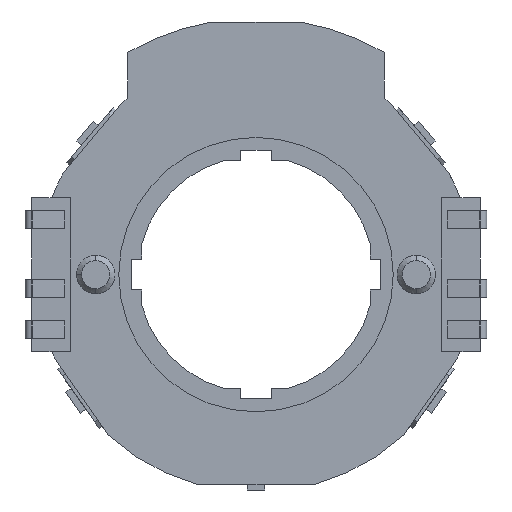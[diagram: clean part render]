
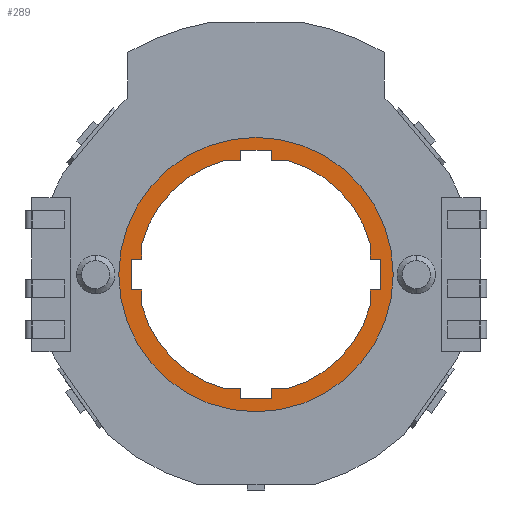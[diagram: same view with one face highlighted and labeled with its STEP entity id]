
A CAD part, front view. The second image highlights one B-rep face of the part: STEP entity #289.
In plain terms, the highlighted planar face has unit normal (0, -1, 0).
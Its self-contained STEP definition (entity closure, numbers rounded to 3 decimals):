
#289=ADVANCED_FACE('',(#763,#764),#765,.T.);
#763=FACE_OUTER_BOUND('',#1271,.T.);
#764=FACE_BOUND('',#1272,.T.);
#765=PLANE('',#1273);
#1271=EDGE_LOOP('',(#3126,#3127));
#1272=EDGE_LOOP('',(#3128,#3129,#3130,#3131,#3132,#3133,#3134,#3135,#3136,#3137,#3138,#3139,#3140,#3141,#3142,#3143,#3144,#3145,#3146,#3147,#3148,#3149,#3150,#3151));
#1273=AXIS2_PLACEMENT_3D('',#3152,#3153,#3154);
#3126=ORIENTED_EDGE('',*,*,#4036,.T.);
#3127=ORIENTED_EDGE('',*,*,#4037,.T.);
#3128=ORIENTED_EDGE('',*,*,#3925,.T.);
#3129=ORIENTED_EDGE('',*,*,#3735,.T.);
#3130=ORIENTED_EDGE('',*,*,#3903,.T.);
#3131=ORIENTED_EDGE('',*,*,#3905,.T.);
#3132=ORIENTED_EDGE('',*,*,#3906,.T.);
#3133=ORIENTED_EDGE('',*,*,#3673,.T.);
#3134=ORIENTED_EDGE('',*,*,#3907,.T.);
#3135=ORIENTED_EDGE('',*,*,#3677,.T.);
#3136=ORIENTED_EDGE('',*,*,#3909,.T.);
#3137=ORIENTED_EDGE('',*,*,#3911,.T.);
#3138=ORIENTED_EDGE('',*,*,#3912,.T.);
#3139=ORIENTED_EDGE('',*,*,#3691,.T.);
#3140=ORIENTED_EDGE('',*,*,#3913,.T.);
#3141=ORIENTED_EDGE('',*,*,#3695,.T.);
#3142=ORIENTED_EDGE('',*,*,#3915,.T.);
#3143=ORIENTED_EDGE('',*,*,#3917,.T.);
#3144=ORIENTED_EDGE('',*,*,#3918,.T.);
#3145=ORIENTED_EDGE('',*,*,#3709,.T.);
#3146=ORIENTED_EDGE('',*,*,#3919,.T.);
#3147=ORIENTED_EDGE('',*,*,#3713,.T.);
#3148=ORIENTED_EDGE('',*,*,#3921,.T.);
#3149=ORIENTED_EDGE('',*,*,#3923,.T.);
#3150=ORIENTED_EDGE('',*,*,#3924,.T.);
#3151=ORIENTED_EDGE('',*,*,#3732,.T.);
#3152=CARTESIAN_POINT('',(-5.414,0.72,5.414));
#3153=DIRECTION('',(0.0,-1.0,0.));
#3154=DIRECTION('',(0.0,0.,-1.0));
#3673=EDGE_CURVE('',#4541,#4539,#4542,.T.);
#3677=EDGE_CURVE('',#4549,#4547,#4550,.T.);
#3691=EDGE_CURVE('',#4573,#4571,#4574,.T.);
#3695=EDGE_CURVE('',#4581,#4579,#4582,.T.);
#3709=EDGE_CURVE('',#4605,#4603,#4606,.T.);
#3713=EDGE_CURVE('',#4613,#4611,#4614,.T.);
#3732=EDGE_CURVE('',#4643,#4641,#4644,.T.);
#3735=EDGE_CURVE('',#4648,#4646,#4649,.T.);
#3903=EDGE_CURVE('',#4646,#4914,#4916,.T.);
#3905=EDGE_CURVE('',#4914,#4917,#4919,.T.);
#3906=EDGE_CURVE('',#4917,#4541,#4920,.T.);
#3907=EDGE_CURVE('',#4539,#4549,#4921,.T.);
#3909=EDGE_CURVE('',#4547,#4922,#4924,.T.);
#3911=EDGE_CURVE('',#4922,#4925,#4927,.T.);
#3912=EDGE_CURVE('',#4925,#4573,#4928,.T.);
#3913=EDGE_CURVE('',#4571,#4581,#4929,.T.);
#3915=EDGE_CURVE('',#4579,#4930,#4932,.T.);
#3917=EDGE_CURVE('',#4930,#4933,#4935,.T.);
#3918=EDGE_CURVE('',#4933,#4605,#4936,.T.);
#3919=EDGE_CURVE('',#4603,#4613,#4937,.T.);
#3921=EDGE_CURVE('',#4611,#4938,#4940,.T.);
#3923=EDGE_CURVE('',#4938,#4941,#4943,.T.);
#3924=EDGE_CURVE('',#4941,#4643,#4944,.T.);
#3925=EDGE_CURVE('',#4641,#4648,#4945,.T.);
#4036=EDGE_CURVE('',#5122,#5123,#5124,.T.);
#4037=EDGE_CURVE('',#5123,#5122,#5125,.T.);
#4539=VERTEX_POINT('',#5846);
#4541=VERTEX_POINT('',#5849);
#4542=LINE('',#5850,#5851);
#4547=VERTEX_POINT('',#5858);
#4549=VERTEX_POINT('',#5861);
#4550=LINE('',#5862,#5863);
#4571=VERTEX_POINT('',#5896);
#4573=VERTEX_POINT('',#5899);
#4574=LINE('',#5900,#5901);
#4579=VERTEX_POINT('',#5908);
#4581=VERTEX_POINT('',#5911);
#4582=LINE('',#5912,#5913);
#4603=VERTEX_POINT('',#5946);
#4605=VERTEX_POINT('',#5949);
#4606=LINE('',#5950,#5951);
#4611=VERTEX_POINT('',#5958);
#4613=VERTEX_POINT('',#5961);
#4614=LINE('',#5962,#5963);
#4641=VERTEX_POINT('',#6003);
#4643=VERTEX_POINT('',#6006);
#4644=LINE('',#6007,#6008);
#4646=VERTEX_POINT('',#6011);
#4648=VERTEX_POINT('',#6014);
#4649=LINE('',#6015,#6016);
#4914=VERTEX_POINT('',#6438);
#4916=LINE('',#6441,#6442);
#4917=VERTEX_POINT('',#6443);
#4919=LINE('',#6446,#6447);
#4920=LINE('',#6448,#6449);
#4921=CIRCLE('',#6450,4.615);
#4922=VERTEX_POINT('',#6451);
#4924=LINE('',#6454,#6455);
#4925=VERTEX_POINT('',#6456);
#4927=LINE('',#6459,#6460);
#4928=LINE('',#6461,#6462);
#4929=CIRCLE('',#6463,4.615);
#4930=VERTEX_POINT('',#6464);
#4932=LINE('',#6467,#6468);
#4933=VERTEX_POINT('',#6469);
#4935=LINE('',#6472,#6473);
#4936=LINE('',#6474,#6475);
#4937=CIRCLE('',#6476,4.615);
#4938=VERTEX_POINT('',#6477);
#4940=LINE('',#6480,#6481);
#4941=VERTEX_POINT('',#6482);
#4943=LINE('',#6485,#6486);
#4944=LINE('',#6487,#6488);
#4945=CIRCLE('',#6489,4.615);
#5122=VERTEX_POINT('',#6756);
#5123=VERTEX_POINT('',#6757);
#5124=CIRCLE('',#6758,5.35);
#5125=CIRCLE('',#6759,5.35);
#5846=CARTESIAN_POINT('',(4.45,0.72,-1.223));
#5849=CARTESIAN_POINT('',(4.45,0.72,-0.6));
#5850=CARTESIAN_POINT('',(4.45,0.72,-0.6));
#5851=VECTOR('',#7277,1000.0);
#5858=CARTESIAN_POINT('',(0.6,0.72,-4.45));
#5861=CARTESIAN_POINT('',(1.223,0.72,-4.45));
#5862=CARTESIAN_POINT('',(1.223,0.72,-4.45));
#5863=VECTOR('',#7281,1000.0);
#5896=CARTESIAN_POINT('',(-1.223,0.72,-4.45));
#5899=CARTESIAN_POINT('',(-0.6,0.72,-4.45));
#5900=CARTESIAN_POINT('',(-0.6,0.72,-4.45));
#5901=VECTOR('',#7295,1000.0);
#5908=CARTESIAN_POINT('',(-4.45,0.72,-0.6));
#5911=CARTESIAN_POINT('',(-4.45,0.72,-1.223));
#5912=CARTESIAN_POINT('',(-4.45,0.72,-1.223));
#5913=VECTOR('',#7299,1000.0);
#5946=CARTESIAN_POINT('',(-4.45,0.72,1.223));
#5949=CARTESIAN_POINT('',(-4.45,0.72,0.6));
#5950=CARTESIAN_POINT('',(-4.45,0.72,0.6));
#5951=VECTOR('',#7313,1000.0);
#5958=CARTESIAN_POINT('',(-0.6,0.72,4.45));
#5961=CARTESIAN_POINT('',(-1.223,0.72,4.45));
#5962=CARTESIAN_POINT('',(-1.223,0.72,4.45));
#5963=VECTOR('',#7317,1000.0);
#6003=CARTESIAN_POINT('',(1.223,0.72,4.45));
#6006=CARTESIAN_POINT('',(0.6,0.72,4.45));
#6007=CARTESIAN_POINT('',(0.6,0.72,4.45));
#6008=VECTOR('',#7344,1000.0);
#6011=CARTESIAN_POINT('',(4.45,0.72,0.6));
#6014=CARTESIAN_POINT('',(4.45,0.72,1.223));
#6015=CARTESIAN_POINT('',(4.45,0.72,1.223));
#6016=VECTOR('',#7347,1000.0);
#6438=CARTESIAN_POINT('',(4.85,0.72,0.6));
#6441=CARTESIAN_POINT('',(-5.414,0.72,0.6));
#6442=VECTOR('',#7533,1000.0);
#6443=CARTESIAN_POINT('',(4.85,0.72,-0.6));
#6446=CARTESIAN_POINT('',(4.85,0.72,5.414));
#6447=VECTOR('',#7535,1000.0);
#6448=CARTESIAN_POINT('',(-5.414,0.72,-0.6));
#6449=VECTOR('',#7536,1000.0);
#6450=AXIS2_PLACEMENT_3D('',#7537,#7538,#7539);
#6451=CARTESIAN_POINT('',(0.6,0.72,-4.85));
#6454=CARTESIAN_POINT('',(0.6,0.72,5.414));
#6455=VECTOR('',#7541,1000.0);
#6456=CARTESIAN_POINT('',(-0.6,0.72,-4.85));
#6459=CARTESIAN_POINT('',(-5.414,0.72,-4.85));
#6460=VECTOR('',#7543,1000.0);
#6461=CARTESIAN_POINT('',(-0.6,0.72,5.414));
#6462=VECTOR('',#7544,1000.0);
#6463=AXIS2_PLACEMENT_3D('',#7545,#7546,#7547);
#6464=CARTESIAN_POINT('',(-4.85,0.72,-0.6));
#6467=CARTESIAN_POINT('',(-5.414,0.72,-0.6));
#6468=VECTOR('',#7549,1000.0);
#6469=CARTESIAN_POINT('',(-4.85,0.72,0.6));
#6472=CARTESIAN_POINT('',(-4.85,0.72,5.414));
#6473=VECTOR('',#7551,1000.0);
#6474=CARTESIAN_POINT('',(-5.414,0.72,0.6));
#6475=VECTOR('',#7552,1000.0);
#6476=AXIS2_PLACEMENT_3D('',#7553,#7554,#7555);
#6477=CARTESIAN_POINT('',(-0.6,0.72,4.85));
#6480=CARTESIAN_POINT('',(-0.6,0.72,5.414));
#6481=VECTOR('',#7557,1000.0);
#6482=CARTESIAN_POINT('',(0.6,0.72,4.85));
#6485=CARTESIAN_POINT('',(-5.414,0.72,4.85));
#6486=VECTOR('',#7559,1000.0);
#6487=CARTESIAN_POINT('',(0.6,0.72,5.414));
#6488=VECTOR('',#7560,1000.0);
#6489=AXIS2_PLACEMENT_3D('',#7561,#7562,#7563);
#6756=CARTESIAN_POINT('',(0.0,0.72,-5.35));
#6757=CARTESIAN_POINT('',(0.,0.72,5.35));
#6758=AXIS2_PLACEMENT_3D('',#7712,#7713,#7714);
#6759=AXIS2_PLACEMENT_3D('',#7715,#7716,#7717);
#7277=DIRECTION('',(0.0,0.,-1.0));
#7281=DIRECTION('',(-1.0,0.0,0.0));
#7295=DIRECTION('',(-1.0,0.0,0.0));
#7299=DIRECTION('',(0.0,0.,1.0));
#7313=DIRECTION('',(0.0,0.,1.0));
#7317=DIRECTION('',(1.0,0.0,0.0));
#7344=DIRECTION('',(1.0,0.0,0.0));
#7347=DIRECTION('',(0.0,0.,-1.0));
#7533=DIRECTION('',(1.0,0.0,0.0));
#7535=DIRECTION('',(0.0,0.,-1.0));
#7536=DIRECTION('',(-1.0,0.0,0.0));
#7537=CARTESIAN_POINT('',(0.0,0.72,0.));
#7538=DIRECTION('',(0.0,1.0,0.0));
#7539=DIRECTION('',(0.0,0.0,1.0));
#7541=DIRECTION('',(0.0,0.,-1.0));
#7543=DIRECTION('',(-1.0,0.0,0.0));
#7544=DIRECTION('',(0.0,0.,1.0));
#7545=CARTESIAN_POINT('',(0.0,0.72,0.));
#7546=DIRECTION('',(0.0,1.0,0.0));
#7547=DIRECTION('',(0.0,0.0,1.0));
#7549=DIRECTION('',(-1.0,0.0,0.0));
#7551=DIRECTION('',(0.0,0.,1.0));
#7552=DIRECTION('',(1.0,0.0,0.0));
#7553=CARTESIAN_POINT('',(0.0,0.72,0.));
#7554=DIRECTION('',(0.0,1.0,0.0));
#7555=DIRECTION('',(0.0,0.0,1.0));
#7557=DIRECTION('',(0.0,0.,1.0));
#7559=DIRECTION('',(1.0,0.0,0.0));
#7560=DIRECTION('',(0.0,0.,-1.0));
#7561=CARTESIAN_POINT('',(0.0,0.72,0.));
#7562=DIRECTION('',(0.0,1.0,0.0));
#7563=DIRECTION('',(0.0,0.0,1.0));
#7712=CARTESIAN_POINT('',(0.0,0.72,0.));
#7713=DIRECTION('',(0.0,-1.0,0.0));
#7714=DIRECTION('',(0.0,0.0,-1.0));
#7715=CARTESIAN_POINT('',(0.0,0.72,0.));
#7716=DIRECTION('',(0.0,-1.0,0.0));
#7717=DIRECTION('',(0.0,0.0,-1.0));
